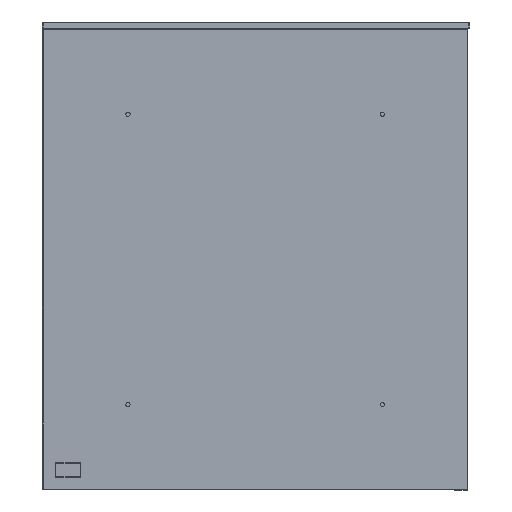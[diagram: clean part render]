
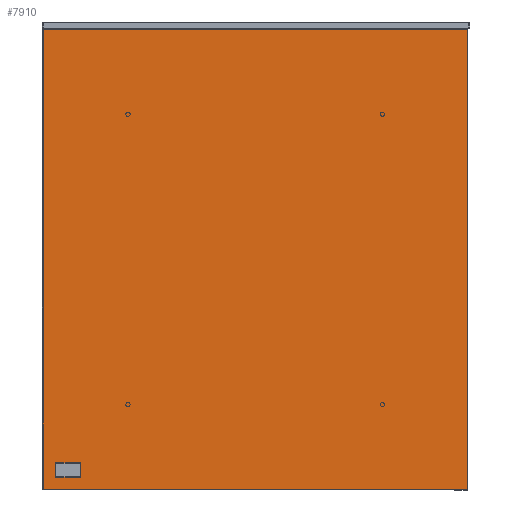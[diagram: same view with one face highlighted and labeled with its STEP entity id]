
A CAD part, left-side view. The second image highlights one B-rep face of the part: STEP entity #7910.
In plain terms, the highlighted planar face has unit normal (-1, 0, 0).
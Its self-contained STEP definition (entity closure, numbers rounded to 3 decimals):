
#7549=CARTESIAN_POINT('',(-3823.565,5493.44,-59.131));
#7550=VERTEX_POINT('',#7549);
#7551=CARTESIAN_POINT('',(-3823.565,5493.44,-596.869));
#7552=VERTEX_POINT('',#7551);
#7553=CARTESIAN_POINT('',(-3823.565,5493.44,-59.131));
#7554=DIRECTION('',(0.0,0.0,-1.0));
#7555=VECTOR('',#7554,537.737);
#7556=LINE('',#7553,#7555);
#7557=EDGE_CURVE('',#7550,#7552,#7556,.T.);
#7589=CARTESIAN_POINT('',(-3823.565,5493.771,-597.2));
#7590=VERTEX_POINT('',#7589);
#7591=CARTESIAN_POINT('',(-3823.565,5493.44,-596.869));
#7592=DIRECTION('',(0.0,0.707,-0.707));
#7593=VECTOR('',#7592,0.469);
#7594=LINE('',#7591,#7593);
#7595=EDGE_CURVE('',#7552,#7590,#7594,.T.);
#7620=CARTESIAN_POINT('',(-3823.565,5989.508,-597.2));
#7621=VERTEX_POINT('',#7620);
#7622=CARTESIAN_POINT('',(-3823.565,5493.771,-597.2));
#7623=DIRECTION('',(0.0,1.0,0.0));
#7624=VECTOR('',#7623,495.737);
#7625=LINE('',#7622,#7624);
#7626=EDGE_CURVE('',#7590,#7621,#7625,.T.);
#7660=CARTESIAN_POINT('',(-3823.565,5989.84,-596.869));
#7661=VERTEX_POINT('',#7660);
#7662=CARTESIAN_POINT('',(-3823.565,5989.508,-597.2));
#7663=DIRECTION('',(0.0,0.707,0.707));
#7664=VECTOR('',#7663,0.469);
#7665=LINE('',#7662,#7664);
#7666=EDGE_CURVE('',#7621,#7661,#7665,.T.);
#7691=CARTESIAN_POINT('',(-3823.565,5989.84,-59.131));
#7692=VERTEX_POINT('',#7691);
#7693=CARTESIAN_POINT('',(-3823.565,5989.84,-596.869));
#7694=DIRECTION('',(0.0,0.0,1.0));
#7695=VECTOR('',#7694,537.737);
#7696=LINE('',#7693,#7695);
#7697=EDGE_CURVE('',#7661,#7692,#7696,.T.);
#7722=CARTESIAN_POINT('',(-3823.565,5989.508,-58.8));
#7723=VERTEX_POINT('',#7722);
#7724=CARTESIAN_POINT('',(-3823.565,5989.84,-59.131));
#7725=DIRECTION('',(0.0,-0.707,0.707));
#7726=VECTOR('',#7725,0.469);
#7727=LINE('',#7724,#7726);
#7728=EDGE_CURVE('',#7692,#7723,#7727,.T.);
#7753=CARTESIAN_POINT('',(-3823.565,5493.771,-58.8));
#7754=VERTEX_POINT('',#7753);
#7755=CARTESIAN_POINT('',(-3823.565,5989.508,-58.8));
#7756=DIRECTION('',(0.0,-1.0,0.0));
#7757=VECTOR('',#7756,495.737);
#7758=LINE('',#7755,#7757);
#7759=EDGE_CURVE('',#7723,#7754,#7758,.T.);
#7782=CARTESIAN_POINT('',(-3823.565,5493.771,-58.8));
#7783=DIRECTION('',(0.0,-0.707,-0.707));
#7784=VECTOR('',#7783,0.469);
#7785=LINE('',#7782,#7784);
#7786=EDGE_CURVE('',#7754,#7550,#7785,.T.);
#7895=CARTESIAN_POINT('',(-3823.565,5741.64,-597.201));
#7896=DIRECTION('',(-1.0,0.0,0.0));
#7897=DIRECTION('',(0.0,0.0,1.0));
#7898=AXIS2_PLACEMENT_3D('',#7895,#7896,#7897);
#7899=PLANE('',#7898);
#7900=ORIENTED_EDGE('',*,*,#7557,.F.);
#7901=ORIENTED_EDGE('',*,*,#7786,.F.);
#7902=ORIENTED_EDGE('',*,*,#7759,.F.);
#7903=ORIENTED_EDGE('',*,*,#7728,.F.);
#7904=ORIENTED_EDGE('',*,*,#7697,.F.);
#7905=ORIENTED_EDGE('',*,*,#7666,.F.);
#7906=ORIENTED_EDGE('',*,*,#7626,.F.);
#7907=ORIENTED_EDGE('',*,*,#7595,.F.);
#7908=EDGE_LOOP('',(#7900,#7901,#7902,#7903,#7904,#7905,#7906,#7907));
#7909=FACE_OUTER_BOUND('',#7908,.T.);
#7910=ADVANCED_FACE('',(#7909),#7899,.T.);
